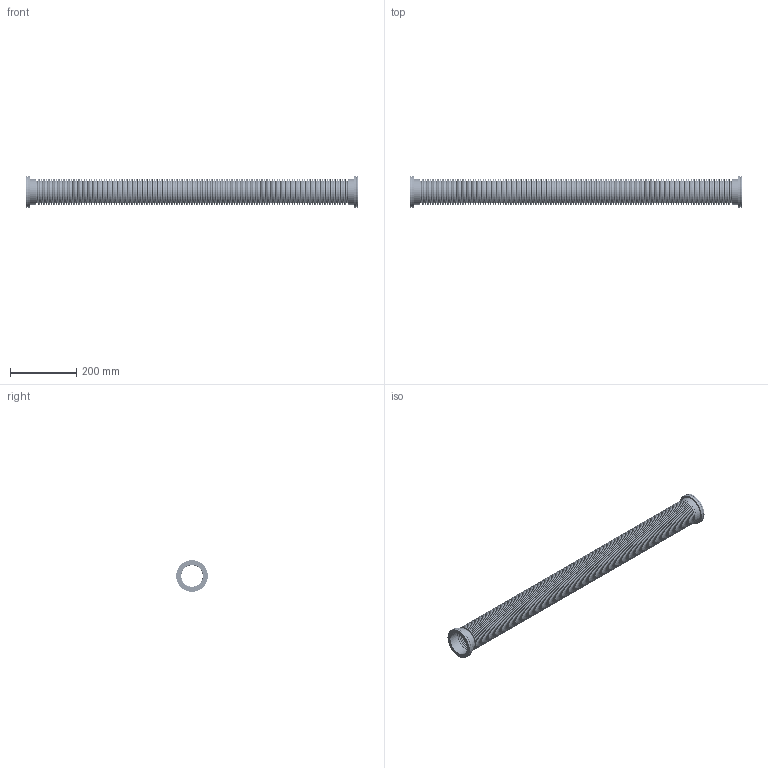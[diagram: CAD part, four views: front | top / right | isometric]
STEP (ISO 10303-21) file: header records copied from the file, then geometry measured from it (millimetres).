
FILE_DESCRIPTION (( 'STEP AP214' ), '1' );
FILE_NAME ('320SWG063-1000.stp', '2017-06-02T09:18:23', ( '' ), ( '' ), 'SwSTEP 2.0', 'SolidWorks 2015', '' );
FILE_SCHEMA (( 'AUTOMOTIVE_DESIGN' ));
Length unit declared in the file: millimetre
Products named in the file (1): 320SWG063-1000
Bounding box: 1000 x 95 x 95 mm (x, y, z)
Volume: 253236.2 mm3; surface area: 1557951.3 mm2
Topology: 1 solids, 1 shells, 5278 faces, 10556 edges, 6036 vertices
Faces by surface type: torus 3000, cylinder 1520, plane 758
Entity records: 196840 total; most frequent: DIRECTION 30150, CARTESIAN_POINT 21871, ORIENTED_EDGE 21112, AXIS2_PLACEMENT_3D 14315, EDGE_CURVE 10556, CIRCLE 9036, EDGE_LOOP 6036, VERTEX_POINT 6036
